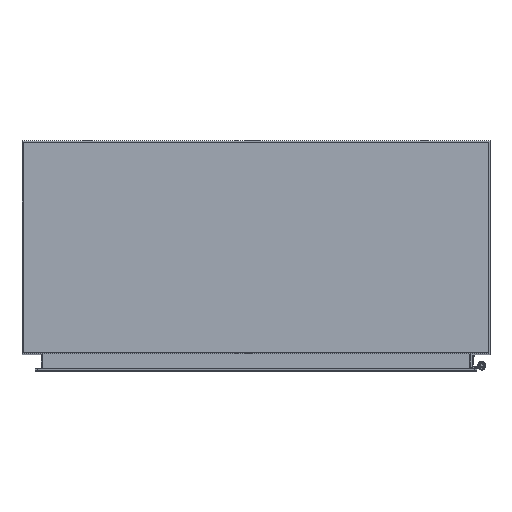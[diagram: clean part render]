
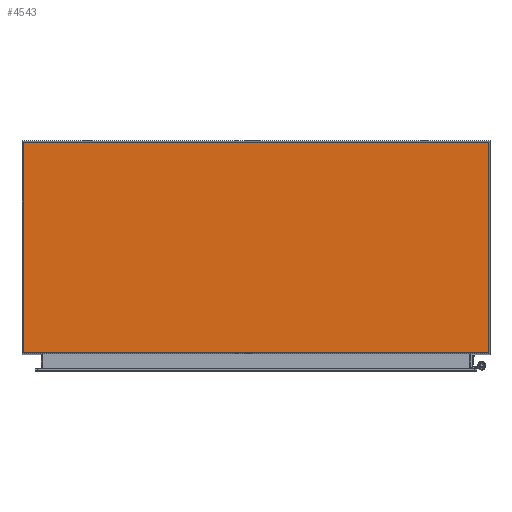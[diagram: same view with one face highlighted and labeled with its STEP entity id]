
A CAD part, top view. The second image highlights one B-rep face of the part: STEP entity #4543.
In plain terms, the highlighted face is planar.
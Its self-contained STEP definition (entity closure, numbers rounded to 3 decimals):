
#296=PLANE('',#4940);
#492=FACE_OUTER_BOUND('',#795,.T.);
#795=EDGE_LOOP('',(#3510,#3511,#3512,#3513));
#1114=LINE('',#7017,#1540);
#1149=LINE('',#7086,#1575);
#1153=LINE('',#7092,#1579);
#1154=LINE('',#7096,#1580);
#1540=VECTOR('',#5621,1.);
#1575=VECTOR('',#5692,1.);
#1579=VECTOR('',#5700,1.);
#1580=VECTOR('',#5707,1.);
#2171=VERTEX_POINT('',#7014);
#2172=VERTEX_POINT('',#7016);
#2187=VERTEX_POINT('',#7083);
#2188=VERTEX_POINT('',#7085);
#2632=EDGE_CURVE('',#2172,#2171,#1114,.T.);
#2667=EDGE_CURVE('',#2188,#2187,#1149,.T.);
#2671=EDGE_CURVE('',#2171,#2188,#1153,.T.);
#2672=EDGE_CURVE('',#2187,#2172,#1154,.T.);
#3510=ORIENTED_EDGE('',*,*,#2632,.T.);
#3511=ORIENTED_EDGE('',*,*,#2671,.T.);
#3512=ORIENTED_EDGE('',*,*,#2667,.T.);
#3513=ORIENTED_EDGE('',*,*,#2672,.T.);
#4543=ADVANCED_FACE('',(#492),#296,.T.);
#4940=AXIS2_PLACEMENT_3D('',#7097,#5708,#5709);
#5621=DIRECTION('',(1.,0.,0.));
#5692=DIRECTION('',(-1.,0.,0.));
#5700=DIRECTION('',(0.,0.,-1.));
#5707=DIRECTION('',(0.,0.,1.));
#5708=DIRECTION('center_axis',(0.,1.,0.));
#5709=DIRECTION('ref_axis',(0.,0.,1.));
#7014=CARTESIAN_POINT('',(250.,700.,102.5));
#7016=CARTESIAN_POINT('',(-250.,700.,102.5));
#7017=CARTESIAN_POINT('',(-250.,700.,102.5));
#7083=CARTESIAN_POINT('',(-250.,700.,-125.));
#7085=CARTESIAN_POINT('',(250.,700.,-125.));
#7086=CARTESIAN_POINT('',(250.,700.,-125.));
#7092=CARTESIAN_POINT('',(250.,700.,102.5));
#7096=CARTESIAN_POINT('',(-250.,700.,-125.));
#7097=CARTESIAN_POINT('Origin',(0.,700.,-11.25));
